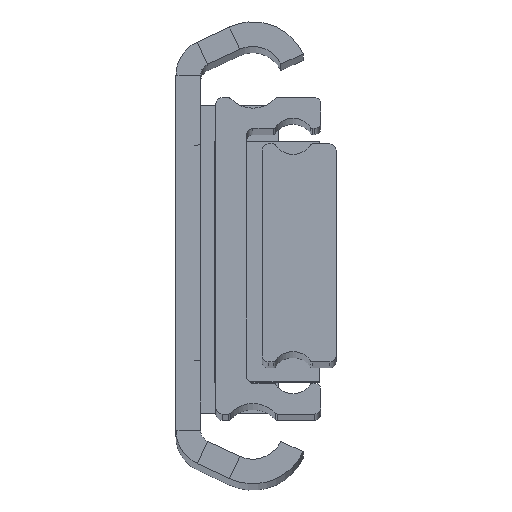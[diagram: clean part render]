
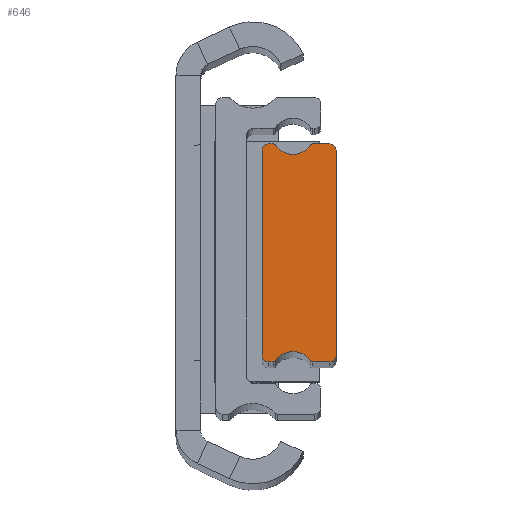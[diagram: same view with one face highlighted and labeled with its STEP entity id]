
A CAD part, top view. The second image highlights one B-rep face of the part: STEP entity #646.
In plain terms, the highlighted planar face has unit normal (0, 0, 1).
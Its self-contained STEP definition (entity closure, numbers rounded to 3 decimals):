
#81 = AXIS2_PLACEMENT_3D ( 'NONE', #4546, #3685, #1745 ) ;
#99 = CIRCLE ( 'NONE', #3056, 0.5 ) ;
#101 = CIRCLE ( 'NONE', #3058, 0.5 ) ;
#159 = CARTESIAN_POINT ( 'NONE',  ( -9.792, -17.473, 0. ) ) ;
#274 = AXIS2_PLACEMENT_3D ( 'NONE', #3308, #1731, #2939 ) ;
#304 = CARTESIAN_POINT ( 'NONE',  ( -4.208, 17.473, 0. ) ) ;
#308 = CARTESIAN_POINT ( 'NONE',  ( -10.203, 17.688, 0. ) ) ;
#394 = VERTEX_POINT ( 'NONE', #4016 ) ;
#397 = DIRECTION ( 'NONE',  ( 0., 0., -1. ) ) ;
#431 = CIRCLE ( 'NONE', #3384, 1. ) ;
#432 = CARTESIAN_POINT ( 'NONE',  ( -12., 16.688, 0. ) ) ;
#456 = ORIENTED_EDGE ( 'NONE', *, *, #636, .T. ) ;
#498 = EDGE_CURVE ( 'NONE', #1314, #2092, #1809, .T. ) ;
#560 = CARTESIAN_POINT ( 'NONE',  ( -1., 16.688, 0. ) ) ;
#624 = AXIS2_PLACEMENT_3D ( 'NONE', #1162, #818, #3169 ) ;
#636 = EDGE_CURVE ( 'NONE', #811, #394, #1061, .T. ) ;
#646 = ADVANCED_FACE ( 'NONE', ( #4635 ), #717, .T. ) ;
#692 = CIRCLE ( 'NONE', #2131, 3.4 ) ;
#709 = VERTEX_POINT ( 'NONE', #1880 ) ;
#713 = ORIENTED_EDGE ( 'NONE', *, *, #2569, .T. ) ;
#714 = VERTEX_POINT ( 'NONE', #5083 ) ;
#717 = PLANE ( 'NONE',  #2860 ) ;
#749 = VERTEX_POINT ( 'NONE', #3512 ) ;
#805 = EDGE_CURVE ( 'NONE', #2092, #1571, #2898, .T. ) ;
#811 = VERTEX_POINT ( 'NONE', #1240 ) ;
#818 = DIRECTION ( 'NONE',  ( 0., 0., 1. ) ) ;
#899 = ORIENTED_EDGE ( 'NONE', *, *, #4557, .T. ) ;
#914 = DIRECTION ( 'NONE',  ( 0., 1., 0. ) ) ;
#966 = VECTOR ( 'NONE', #1330, 1000. ) ;
#968 = EDGE_CURVE ( 'NONE', #709, #749, #1440, .T. ) ;
#1006 = VERTEX_POINT ( 'NONE', #3708 ) ;
#1061 = LINE ( 'NONE', #1511, #1263 ) ;
#1099 = VERTEX_POINT ( 'NONE', #3006 ) ;
#1109 = DIRECTION ( 'NONE',  ( 0., 0., -1. ) ) ;
#1162 = CARTESIAN_POINT ( 'NONE',  ( -3.797, 17.188, 0. ) ) ;
#1179 = ORIENTED_EDGE ( 'NONE', *, *, #3638, .T. ) ;
#1240 = CARTESIAN_POINT ( 'NONE',  ( -11., -17.687, 0. ) ) ;
#1256 = ORIENTED_EDGE ( 'NONE', *, *, #498, .T. ) ;
#1263 = VECTOR ( 'NONE', #2670, 1000. ) ;
#1314 = VERTEX_POINT ( 'NONE', #2536 ) ;
#1330 = DIRECTION ( 'NONE',  ( 1., 0., 0. ) ) ;
#1332 = CARTESIAN_POINT ( 'NONE',  ( -12., 16.688, 0. ) ) ;
#1430 = CARTESIAN_POINT ( 'NONE',  ( -11., 16.687, 0. ) ) ;
#1440 = CIRCLE ( 'NONE', #81, 0.5 ) ;
#1511 = CARTESIAN_POINT ( 'NONE',  ( -11., -17.687, 0. ) ) ;
#1542 = ORIENTED_EDGE ( 'NONE', *, *, #3449, .T. ) ;
#1559 = ORIENTED_EDGE ( 'NONE', *, *, #3252, .T. ) ;
#1571 = VERTEX_POINT ( 'NONE', #304 ) ;
#1643 = DIRECTION ( 'NONE',  ( 1., 0., 0. ) ) ;
#1718 = AXIS2_PLACEMENT_3D ( 'NONE', #2432, #397, #3213 ) ;
#1721 = DIRECTION ( 'NONE',  ( 1., 0., 0. ) ) ;
#1726 = EDGE_CURVE ( 'NONE', #714, #2331, #3397, .T. ) ;
#1731 = DIRECTION ( 'NONE',  ( 0., 0., 1. ) ) ;
#1745 = DIRECTION ( 'NONE',  ( 1., 0., 0. ) ) ;
#1757 = CARTESIAN_POINT ( 'NONE',  ( -10.203, -17.188, 0. ) ) ;
#1801 = EDGE_CURVE ( 'NONE', #394, #3122, #101, .T. ) ;
#1805 = CIRCLE ( 'NONE', #3817, 1. ) ;
#1809 = LINE ( 'NONE', #3330, #4150 ) ;
#1839 = DIRECTION ( 'NONE',  ( 0., 0., 1. ) ) ;
#1880 = CARTESIAN_POINT ( 'NONE',  ( -9.792, 17.473, 0. ) ) ;
#1990 = ORIENTED_EDGE ( 'NONE', *, *, #3461, .T. ) ;
#2010 = VERTEX_POINT ( 'NONE', #3032 ) ;
#2032 = LINE ( 'NONE', #3659, #3986 ) ;
#2066 = DIRECTION ( 'NONE',  ( 0., 0., 1. ) ) ;
#2092 = VERTEX_POINT ( 'NONE', #4633 ) ;
#2096 = CARTESIAN_POINT ( 'NONE',  ( -1., -17.688, 0. ) ) ;
#2131 = AXIS2_PLACEMENT_3D ( 'NONE', #2339, #1109, #1643 ) ;
#2219 = DIRECTION ( 'NONE',  ( -1., 0., 0. ) ) ;
#2273 = EDGE_LOOP ( 'NONE', ( #5151, #713, #1990, #456, #4841, #2453, #899, #1179, #2715, #5080, #1559, #1256, #2821, #1542, #3596, #4376 ) ) ;
#2331 = VERTEX_POINT ( 'NONE', #1332 ) ;
#2339 = CARTESIAN_POINT ( 'NONE',  ( -7., -19.412, 0. ) ) ;
#2432 = CARTESIAN_POINT ( 'NONE',  ( -7., 19.412, 0. ) ) ;
#2453 = ORIENTED_EDGE ( 'NONE', *, *, #4311, .T. ) ;
#2468 = VECTOR ( 'NONE', #3250, 1000. ) ;
#2487 = CARTESIAN_POINT ( 'NONE',  ( -1., -16.688, 0. ) ) ;
#2536 = CARTESIAN_POINT ( 'NONE',  ( -1., 17.688, 0. ) ) ;
#2569 = EDGE_CURVE ( 'NONE', #2331, #1006, #4882, .T. ) ;
#2670 = DIRECTION ( 'NONE',  ( 1., 0., 0. ) ) ;
#2711 = VERTEX_POINT ( 'NONE', #4098 ) ;
#2715 = ORIENTED_EDGE ( 'NONE', *, *, #4593, .T. ) ;
#2799 = VERTEX_POINT ( 'NONE', #2096 ) ;
#2821 = ORIENTED_EDGE ( 'NONE', *, *, #805, .T. ) ;
#2860 = AXIS2_PLACEMENT_3D ( 'NONE', #1430, #3880, #3034 ) ;
#2885 = LINE ( 'NONE', #4101, #966 ) ;
#2898 = CIRCLE ( 'NONE', #624, 0.5 ) ;
#2939 = DIRECTION ( 'NONE',  ( 1., 0., 0. ) ) ;
#3006 = CARTESIAN_POINT ( 'NONE',  ( -3.797, -17.688, 0. ) ) ;
#3032 = CARTESIAN_POINT ( 'NONE',  ( -4.208, -17.473, 0. ) ) ;
#3034 = DIRECTION ( 'NONE',  ( 1., 0., 0. ) ) ;
#3056 = AXIS2_PLACEMENT_3D ( 'NONE', #5240, #4485, #4084 ) ;
#3058 = AXIS2_PLACEMENT_3D ( 'NONE', #1757, #1839, #4591 ) ;
#3071 = CIRCLE ( 'NONE', #3491, 1. ) ;
#3122 = VERTEX_POINT ( 'NONE', #159 ) ;
#3169 = DIRECTION ( 'NONE',  ( 1., 0., 0. ) ) ;
#3213 = DIRECTION ( 'NONE',  ( 1., 0., 0. ) ) ;
#3250 = DIRECTION ( 'NONE',  ( 0., -1., 0. ) ) ;
#3252 = EDGE_CURVE ( 'NONE', #3553, #1314, #431, .T. ) ;
#3308 = CARTESIAN_POINT ( 'NONE',  ( -11., 16.687, 0. ) ) ;
#3330 = CARTESIAN_POINT ( 'NONE',  ( -1., 17.688, 0. ) ) ;
#3384 = AXIS2_PLACEMENT_3D ( 'NONE', #560, #2066, #1721 ) ;
#3397 = CIRCLE ( 'NONE', #274, 1. ) ;
#3406 = CIRCLE ( 'NONE', #1718, 3.4 ) ;
#3449 = EDGE_CURVE ( 'NONE', #1571, #709, #3406, .T. ) ;
#3461 = EDGE_CURVE ( 'NONE', #1006, #811, #3071, .T. ) ;
#3491 = AXIS2_PLACEMENT_3D ( 'NONE', #5243, #4361, #4413 ) ;
#3512 = CARTESIAN_POINT ( 'NONE',  ( -10.203, 17.688, 0. ) ) ;
#3553 = VERTEX_POINT ( 'NONE', #4910 ) ;
#3596 = ORIENTED_EDGE ( 'NONE', *, *, #968, .T. ) ;
#3638 = EDGE_CURVE ( 'NONE', #1099, #2799, #2885, .T. ) ;
#3659 = CARTESIAN_POINT ( 'NONE',  ( 0., -16.688, 0. ) ) ;
#3685 = DIRECTION ( 'NONE',  ( 0., 0., 1. ) ) ;
#3689 = DIRECTION ( 'NONE',  ( -1., 0., 0. ) ) ;
#3708 = CARTESIAN_POINT ( 'NONE',  ( -12., -16.687, 0. ) ) ;
#3817 = AXIS2_PLACEMENT_3D ( 'NONE', #2487, #4868, #3975 ) ;
#3880 = DIRECTION ( 'NONE',  ( 0., 0., 1. ) ) ;
#3975 = DIRECTION ( 'NONE',  ( 1., 0., 0. ) ) ;
#3986 = VECTOR ( 'NONE', #914, 1000. ) ;
#4016 = CARTESIAN_POINT ( 'NONE',  ( -10.203, -17.688, 0. ) ) ;
#4084 = DIRECTION ( 'NONE',  ( 1., 0., 0. ) ) ;
#4098 = CARTESIAN_POINT ( 'NONE',  ( 0., -16.688, 0. ) ) ;
#4101 = CARTESIAN_POINT ( 'NONE',  ( -3.797, -17.688, 0. ) ) ;
#4150 = VECTOR ( 'NONE', #3689, 1000. ) ;
#4311 = EDGE_CURVE ( 'NONE', #3122, #2010, #692, .T. ) ;
#4361 = DIRECTION ( 'NONE',  ( 0., 0., 1. ) ) ;
#4376 = ORIENTED_EDGE ( 'NONE', *, *, #4877, .T. ) ;
#4413 = DIRECTION ( 'NONE',  ( 1., 0., 0. ) ) ;
#4485 = DIRECTION ( 'NONE',  ( 0., 0., 1. ) ) ;
#4546 = CARTESIAN_POINT ( 'NONE',  ( -10.203, 17.188, 0. ) ) ;
#4557 = EDGE_CURVE ( 'NONE', #2010, #1099, #99, .T. ) ;
#4591 = DIRECTION ( 'NONE',  ( 1., 0., 0. ) ) ;
#4593 = EDGE_CURVE ( 'NONE', #2799, #2711, #1805, .T. ) ;
#4633 = CARTESIAN_POINT ( 'NONE',  ( -3.797, 17.688, 0. ) ) ;
#4635 = FACE_OUTER_BOUND ( 'NONE', #2273, .T. ) ;
#4682 = EDGE_CURVE ( 'NONE', #2711, #3553, #2032, .T. ) ;
#4841 = ORIENTED_EDGE ( 'NONE', *, *, #1801, .T. ) ;
#4868 = DIRECTION ( 'NONE',  ( 0., 0., 1. ) ) ;
#4877 = EDGE_CURVE ( 'NONE', #749, #714, #5071, .T. ) ;
#4882 = LINE ( 'NONE', #432, #2468 ) ;
#4910 = CARTESIAN_POINT ( 'NONE',  ( 0., 16.688, 0. ) ) ;
#4932 = VECTOR ( 'NONE', #2219, 1000. ) ;
#5071 = LINE ( 'NONE', #308, #4932 ) ;
#5080 = ORIENTED_EDGE ( 'NONE', *, *, #4682, .T. ) ;
#5083 = CARTESIAN_POINT ( 'NONE',  ( -11., 17.688, 0. ) ) ;
#5151 = ORIENTED_EDGE ( 'NONE', *, *, #1726, .T. ) ;
#5240 = CARTESIAN_POINT ( 'NONE',  ( -3.797, -17.188, 0. ) ) ;
#5243 = CARTESIAN_POINT ( 'NONE',  ( -11., -16.687, 0. ) ) ;
